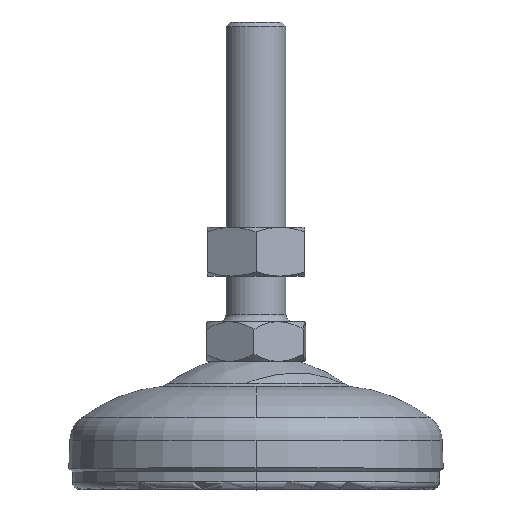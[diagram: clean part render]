
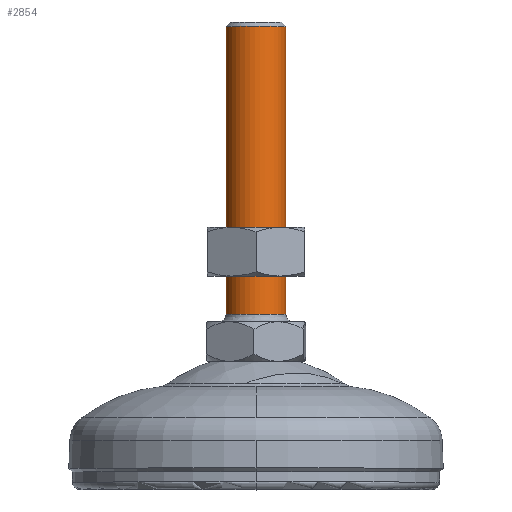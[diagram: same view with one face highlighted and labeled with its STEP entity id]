
A CAD part, top view. The second image highlights one B-rep face of the part: STEP entity #2854.
In plain terms, the highlighted cylindrical face has radius 4 mm (diameter 8 mm), a partial arc.
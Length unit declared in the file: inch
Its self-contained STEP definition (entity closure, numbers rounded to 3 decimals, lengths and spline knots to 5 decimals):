
#93 = LINE ( 'NONE', #6767, #5524 ) ;
#249 = CARTESIAN_POINT ( 'NONE',  ( 0.674, 2.72133, 1.80748 ) ) ;
#557 = VERTEX_POINT ( 'NONE', #4378 ) ;
#790 = AXIS2_PLACEMENT_3D ( 'NONE', #4432, #4961, #5491 ) ;
#813 = CYLINDRICAL_SURFACE ( 'NONE', #790, 0.15748 ) ;
#848 = EDGE_CURVE ( 'NONE', #5972, #557, #1924, .T. ) ;
#854 = DIRECTION ( 'NONE',  ( 0., 1., 0. ) ) ;
#946 = VERTEX_POINT ( 'NONE', #5129 ) ;
#984 = FACE_OUTER_BOUND ( 'NONE', #4219, .T. ) ;
#1157 = VECTOR ( 'NONE', #3841, 39.37008 ) ;
#1759 = ORIENTED_EDGE ( 'NONE', *, *, #2135, .T. ) ;
#1779 = CARTESIAN_POINT ( 'NONE',  ( 0.83135, 2.72133, 1.81382 ) ) ;
#1924 = CIRCLE ( 'NONE', #4439, 0.15748 ) ;
#2135 = EDGE_CURVE ( 'NONE', #557, #3846, #5018, .T. ) ;
#2153 = CARTESIAN_POINT ( 'NONE',  ( 0.51665, 1.20951, 1.80114 ) ) ;
#2854 = ADVANCED_FACE ( 'NONE', ( #984 ), #813, .T. ) ;
#2860 = DIRECTION ( 'NONE',  ( 0.999, 0., 0.04 ) ) ;
#3376 = DIRECTION ( 'NONE',  ( 0., -1., 0. ) ) ;
#3589 = ORIENTED_EDGE ( 'NONE', *, *, #3754, .F. ) ;
#3641 = DIRECTION ( 'NONE',  ( 0., -1., 0. ) ) ;
#3754 = EDGE_CURVE ( 'NONE', #5972, #946, #93, .T. ) ;
#3841 = DIRECTION ( 'NONE',  ( 0., -1., 0. ) ) ;
#3846 = VERTEX_POINT ( 'NONE', #2153 ) ;
#4000 = CARTESIAN_POINT ( 'NONE',  ( 0.674, 1.20951, 1.80748 ) ) ;
#4219 = EDGE_LOOP ( 'NONE', ( #5069, #1759, #5649, #3589 ) ) ;
#4378 = CARTESIAN_POINT ( 'NONE',  ( 0.51665, 2.72133, 1.80114 ) ) ;
#4432 = CARTESIAN_POINT ( 'NONE',  ( 0.674, 2.63016, 1.80748 ) ) ;
#4439 = AXIS2_PLACEMENT_3D ( 'NONE', #249, #3376, #2860 ) ;
#4540 = DIRECTION ( 'NONE',  ( 0.999, 0., 0.04 ) ) ;
#4961 = DIRECTION ( 'NONE',  ( 0., -1., 0. ) ) ;
#5018 = LINE ( 'NONE', #6468, #1157 ) ;
#5069 = ORIENTED_EDGE ( 'NONE', *, *, #848, .T. ) ;
#5129 = CARTESIAN_POINT ( 'NONE',  ( 0.83135, 1.20951, 1.81382 ) ) ;
#5474 = EDGE_CURVE ( 'NONE', #3846, #946, #6076, .T. ) ;
#5491 = DIRECTION ( 'NONE',  ( 0.999, 0., 0.04 ) ) ;
#5524 = VECTOR ( 'NONE', #3641, 39.37008 ) ;
#5649 = ORIENTED_EDGE ( 'NONE', *, *, #5474, .T. ) ;
#5867 = AXIS2_PLACEMENT_3D ( 'NONE', #4000, #854, #4540 ) ;
#5972 = VERTEX_POINT ( 'NONE', #1779 ) ;
#6076 = CIRCLE ( 'NONE', #5867, 0.15748 ) ;
#6468 = CARTESIAN_POINT ( 'NONE',  ( 0.51665, 2.63016, 1.80114 ) ) ;
#6767 = CARTESIAN_POINT ( 'NONE',  ( 0.83135, 2.63016, 1.81382 ) ) ;
